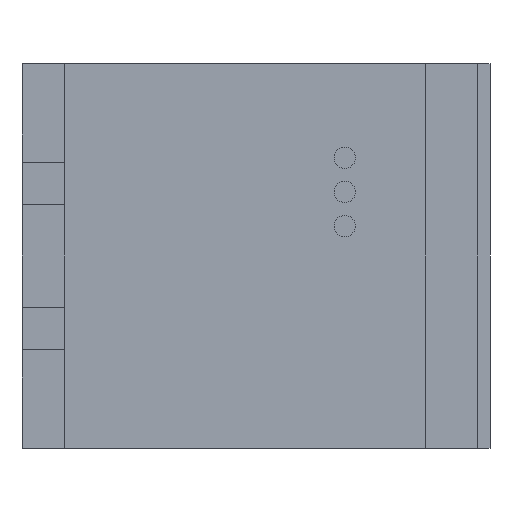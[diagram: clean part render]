
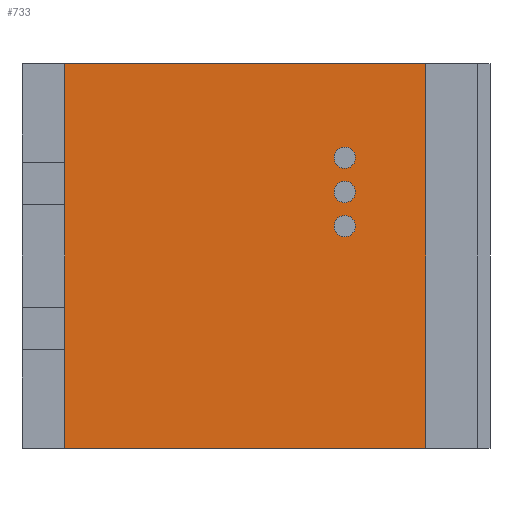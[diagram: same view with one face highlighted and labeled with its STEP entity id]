
A CAD part, left-side view. The second image highlights one B-rep face of the part: STEP entity #733.
In plain terms, the highlighted planar face has unit normal (-1, 0, 0).
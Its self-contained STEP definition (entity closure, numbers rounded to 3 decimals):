
#3 = CARTESIAN_POINT ( 'NONE',  ( -27.108, 14.608, 45. ) ) ;
#7 = VECTOR ( 'NONE', #673, 1000. ) ;
#13 = ORIENTED_EDGE ( 'NONE', *, *, #179, .F. ) ;
#22 = LINE ( 'NONE', #1092, #613 ) ;
#94 = VERTEX_POINT ( 'NONE', #135 ) ;
#100 = PLANE ( 'NONE',  #1662 ) ;
#102 = EDGE_CURVE ( 'NONE', #438, #954, #22, .T. ) ;
#103 = VERTEX_POINT ( 'NONE', #1517 ) ;
#111 = CARTESIAN_POINT ( 'NONE',  ( -27.108, 14.608, 0. ) ) ;
#128 = CARTESIAN_POINT ( 'NONE',  ( -27.108, 14.608, 0. ) ) ;
#135 = CARTESIAN_POINT ( 'NONE',  ( -27.108, -18.192, 31.25 ) ) ;
#146 = VERTEX_POINT ( 'NONE', #1352 ) ;
#157 = ORIENTED_EDGE ( 'NONE', *, *, #537, .F. ) ;
#158 = CARTESIAN_POINT ( 'NONE',  ( -27.108, -18.192, 34. ) ) ;
#179 = EDGE_CURVE ( 'NONE', #438, #1473, #1101, .T. ) ;
#180 = EDGE_CURVE ( 'NONE', #550, #146, #1682, .T. ) ;
#199 = ORIENTED_EDGE ( 'NONE', *, *, #1266, .T. ) ;
#236 = VECTOR ( 'NONE', #1744, 1000. ) ;
#240 = DIRECTION ( 'NONE',  ( -1., 0., 0. ) ) ;
#246 = CARTESIAN_POINT ( 'NONE',  ( -27.108, -18.192, 30. ) ) ;
#250 = CARTESIAN_POINT ( 'NONE',  ( -27.108, 14.608, 16.5 ) ) ;
#267 = LINE ( 'NONE', #662, #361 ) ;
#284 = AXIS2_PLACEMENT_3D ( 'NONE', #1666, #1671, #449 ) ;
#305 = VERTEX_POINT ( 'NONE', #1283 ) ;
#318 = VERTEX_POINT ( 'NONE', #1267 ) ;
#329 = EDGE_CURVE ( 'NONE', #103, #397, #1094, .T. ) ;
#332 = VECTOR ( 'NONE', #581, 1000. ) ;
#361 = VECTOR ( 'NONE', #1468, 1000. ) ;
#386 = ORIENTED_EDGE ( 'NONE', *, *, #791, .F. ) ;
#387 = DIRECTION ( 'NONE',  ( 0., 0., -1. ) ) ;
#396 = CARTESIAN_POINT ( 'NONE',  ( -27.108, -18.192, 32.75 ) ) ;
#397 = VERTEX_POINT ( 'NONE', #1046 ) ;
#417 = DIRECTION ( 'NONE',  ( 0., 0., 1. ) ) ;
#422 = CIRCLE ( 'NONE', #284, 1.25 ) ;
#433 = ORIENTED_EDGE ( 'NONE', *, *, #749, .T. ) ;
#438 = VERTEX_POINT ( 'NONE', #485 ) ;
#449 = DIRECTION ( 'NONE',  ( 0., 0., -1. ) ) ;
#485 = CARTESIAN_POINT ( 'NONE',  ( -27.108, -27.692, 0. ) ) ;
#503 = DIRECTION ( 'NONE',  ( 1., 0., 0. ) ) ;
#525 = CARTESIAN_POINT ( 'NONE',  ( -27.108, -18.192, 34. ) ) ;
#537 = EDGE_CURVE ( 'NONE', #1276, #954, #267, .T. ) ;
#544 = AXIS2_PLACEMENT_3D ( 'NONE', #1618, #1503, #387 ) ;
#549 = EDGE_LOOP ( 'NONE', ( #1645, #933 ) ) ;
#550 = VERTEX_POINT ( 'NONE', #396 ) ;
#572 = EDGE_CURVE ( 'NONE', #94, #305, #1592, .T. ) ;
#581 = DIRECTION ( 'NONE',  ( 0., 0., 1. ) ) ;
#605 = ORIENTED_EDGE ( 'NONE', *, *, #572, .T. ) ;
#613 = VECTOR ( 'NONE', #417, 1000. ) ;
#617 = CARTESIAN_POINT ( 'NONE',  ( -27.108, -27.692, 45. ) ) ;
#630 = FACE_BOUND ( 'NONE', #549, .T. ) ;
#641 = DIRECTION ( 'NONE',  ( 1., 0., 0. ) ) ;
#651 = ORIENTED_EDGE ( 'NONE', *, *, #180, .T. ) ;
#655 = CARTESIAN_POINT ( 'NONE',  ( -27.108, 14.608, 0. ) ) ;
#662 = CARTESIAN_POINT ( 'NONE',  ( -27.108, -27.692, 45. ) ) ;
#673 = DIRECTION ( 'NONE',  ( 0., 0., 1. ) ) ;
#693 = VECTOR ( 'NONE', #802, 1000. ) ;
#704 = DIRECTION ( 'NONE',  ( 0., 0., -1. ) ) ;
#733 = ADVANCED_FACE ( 'NONE', ( #630, #1045, #907, #1453 ), #100, .T. ) ;
#735 = EDGE_CURVE ( 'NONE', #318, #1276, #1201, .T. ) ;
#749 = EDGE_CURVE ( 'NONE', #146, #550, #865, .T. ) ;
#769 = AXIS2_PLACEMENT_3D ( 'NONE', #857, #503, #1316 ) ;
#776 = DIRECTION ( 'NONE',  ( 0., 1., 0. ) ) ;
#791 = EDGE_CURVE ( 'NONE', #1473, #1423, #1240, .T. ) ;
#802 = DIRECTION ( 'NONE',  ( 0., 1., 0. ) ) ;
#813 = EDGE_LOOP ( 'NONE', ( #13, #1329, #157, #1375, #1109, #386 ) ) ;
#842 = EDGE_LOOP ( 'NONE', ( #651, #433 ) ) ;
#847 = CIRCLE ( 'NONE', #544, 1.25 ) ;
#856 = CARTESIAN_POINT ( 'NONE',  ( -27.108, 14.608, 0. ) ) ;
#857 = CARTESIAN_POINT ( 'NONE',  ( -27.108, -18.192, 26. ) ) ;
#865 = CIRCLE ( 'NONE', #1006, 1.25 ) ;
#889 = EDGE_CURVE ( 'NONE', #397, #103, #422, .T. ) ;
#907 = FACE_BOUND ( 'NONE', #956, .T. ) ;
#910 = AXIS2_PLACEMENT_3D ( 'NONE', #158, #1235, #704 ) ;
#913 = DIRECTION ( 'NONE',  ( 1., 0., 0. ) ) ;
#933 = ORIENTED_EDGE ( 'NONE', *, *, #329, .T. ) ;
#954 = VERTEX_POINT ( 'NONE', #617 ) ;
#956 = EDGE_LOOP ( 'NONE', ( #199, #605 ) ) ;
#1006 = AXIS2_PLACEMENT_3D ( 'NONE', #525, #641, #1190 ) ;
#1040 = DIRECTION ( 'NONE',  ( 0., 0., -1. ) ) ;
#1045 = FACE_BOUND ( 'NONE', #842, .T. ) ;
#1046 = CARTESIAN_POINT ( 'NONE',  ( -27.108, -18.192, 24.75 ) ) ;
#1092 = CARTESIAN_POINT ( 'NONE',  ( -27.108, -27.692, 0. ) ) ;
#1094 = CIRCLE ( 'NONE', #769, 1.25 ) ;
#1101 = LINE ( 'NONE', #1385, #693 ) ;
#1109 = ORIENTED_EDGE ( 'NONE', *, *, #1286, .F. ) ;
#1190 = DIRECTION ( 'NONE',  ( 0., 0., -1. ) ) ;
#1201 = LINE ( 'NONE', #1214, #236 ) ;
#1214 = CARTESIAN_POINT ( 'NONE',  ( -27.108, 14.608, 0. ) ) ;
#1235 = DIRECTION ( 'NONE',  ( 1., 0., 0. ) ) ;
#1240 = LINE ( 'NONE', #856, #332 ) ;
#1266 = EDGE_CURVE ( 'NONE', #305, #94, #847, .T. ) ;
#1267 = CARTESIAN_POINT ( 'NONE',  ( -27.108, 14.608, 28.5 ) ) ;
#1276 = VERTEX_POINT ( 'NONE', #3 ) ;
#1283 = CARTESIAN_POINT ( 'NONE',  ( -27.108, -18.192, 28.75 ) ) ;
#1286 = EDGE_CURVE ( 'NONE', #1423, #318, #1355, .T. ) ;
#1316 = DIRECTION ( 'NONE',  ( 0., 0., -1. ) ) ;
#1329 = ORIENTED_EDGE ( 'NONE', *, *, #102, .T. ) ;
#1346 = AXIS2_PLACEMENT_3D ( 'NONE', #246, #913, #1040 ) ;
#1352 = CARTESIAN_POINT ( 'NONE',  ( -27.108, -18.192, 35.25 ) ) ;
#1355 = LINE ( 'NONE', #128, #7 ) ;
#1375 = ORIENTED_EDGE ( 'NONE', *, *, #735, .F. ) ;
#1385 = CARTESIAN_POINT ( 'NONE',  ( -27.108, -27.692, 0. ) ) ;
#1423 = VERTEX_POINT ( 'NONE', #250 ) ;
#1453 = FACE_OUTER_BOUND ( 'NONE', #813, .T. ) ;
#1468 = DIRECTION ( 'NONE',  ( 0., -1., 0. ) ) ;
#1473 = VERTEX_POINT ( 'NONE', #111 ) ;
#1503 = DIRECTION ( 'NONE',  ( 1., 0., 0. ) ) ;
#1517 = CARTESIAN_POINT ( 'NONE',  ( -27.108, -18.192, 27.25 ) ) ;
#1592 = CIRCLE ( 'NONE', #1346, 1.25 ) ;
#1618 = CARTESIAN_POINT ( 'NONE',  ( -27.108, -18.192, 30. ) ) ;
#1645 = ORIENTED_EDGE ( 'NONE', *, *, #889, .T. ) ;
#1662 = AXIS2_PLACEMENT_3D ( 'NONE', #655, #240, #776 ) ;
#1666 = CARTESIAN_POINT ( 'NONE',  ( -27.108, -18.192, 26. ) ) ;
#1671 = DIRECTION ( 'NONE',  ( 1., 0., 0. ) ) ;
#1682 = CIRCLE ( 'NONE', #910, 1.25 ) ;
#1744 = DIRECTION ( 'NONE',  ( 0., 0., 1. ) ) ;
